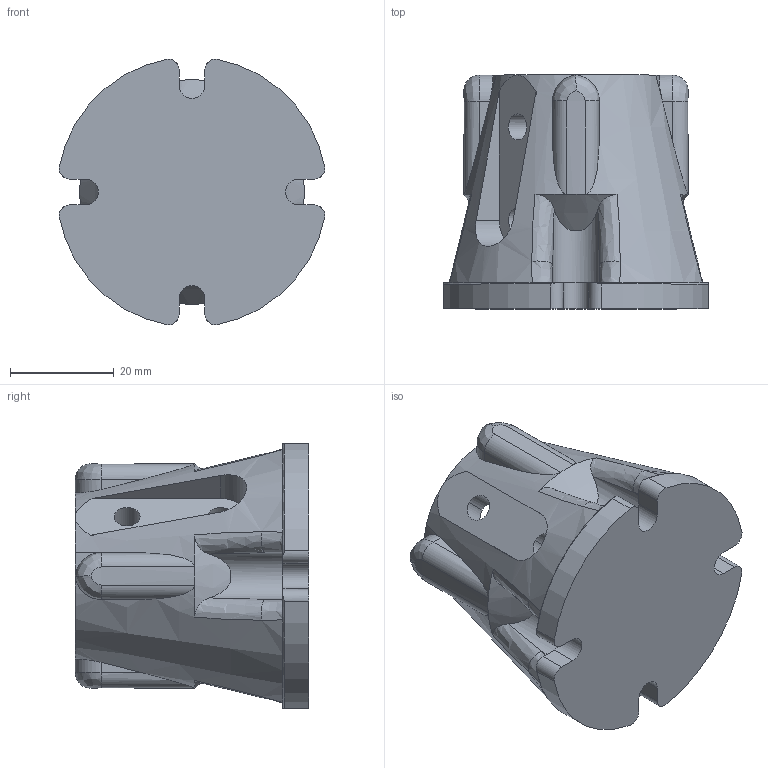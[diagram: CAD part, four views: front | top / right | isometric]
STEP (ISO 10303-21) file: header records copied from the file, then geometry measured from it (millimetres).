
FILE_DESCRIPTION((''),'2;1');
FILE_NAME('OBMP-FAM-D-1000','2023-10-11T17:35:15',('ccha425'),('Department of Mechanical Engineering, The University of Auckland'),'CREO PARAMETRIC BY PTC INC, 2017260','CREO PARAMETRIC BY PTC INC, 2017260','');
FILE_SCHEMA(('CONFIG_CONTROL_DESIGN'));
Length unit declared in the file: millimetre
Products named in the file (1): OBMP-FAM-D-1000
Bounding box: 51.15 x 45 x 51.15 mm (x, y, z)
Volume: 41341.1 mm3; surface area: 14450.6 mm2
Topology: 1 solids, 1 shells, 129 faces, 338 edges, 212 vertices
Faces by surface type: cylinder 50, plane 45, bspline 24, cone 10
Entity records: 5371 total; most frequent: CARTESIAN_POINT 2388, ORIENTED_EDGE 676, DIRECTION 534, EDGE_CURVE 338, VERTEX_POINT 214, AXIS2_PLACEMENT_3D 211, EDGE_LOOP 140, FACE_OUTER_BOUND 129
